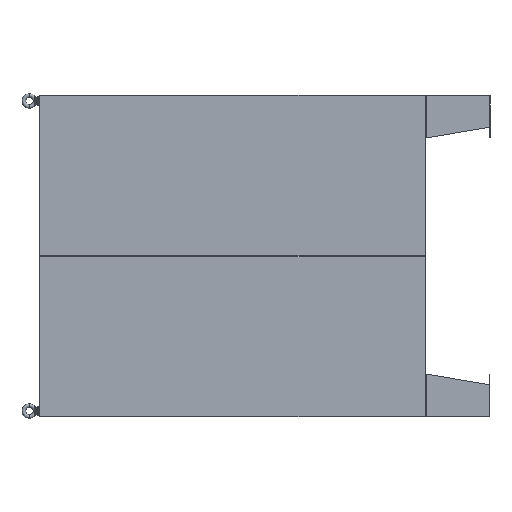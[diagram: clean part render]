
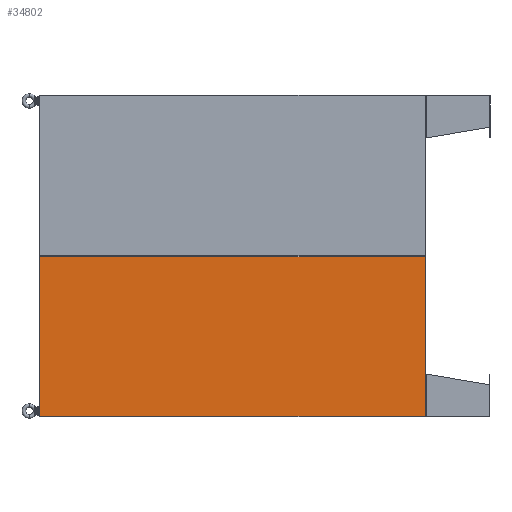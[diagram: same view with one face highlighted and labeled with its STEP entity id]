
A CAD part, left-side view. The second image highlights one B-rep face of the part: STEP entity #34802.
In plain terms, the highlighted face is planar.
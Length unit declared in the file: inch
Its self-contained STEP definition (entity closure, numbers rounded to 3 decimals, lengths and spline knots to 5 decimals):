
#4699 = CARTESIAN_POINT ( 'NONE',  ( -14.968, 0.095, -35.9675 ) ) ;
#8240 = VERTEX_POINT ( 'NONE', #150723 ) ;
#19735 = LINE ( 'NONE', #34017, #37905 ) ;
#23798 = CARTESIAN_POINT ( 'NONE',  ( 14.968, 0.095, -35.9675 ) ) ;
#26176 = EDGE_CURVE ( 'NONE', #210257, #8240, #53851, .T. ) ;
#34017 = CARTESIAN_POINT ( 'NONE',  ( 14.968, 0.095, -35.9675 ) ) ;
#34802 = ADVANCED_FACE ( 'NONE', ( #77938 ), #176346, .F. ) ;
#36186 = VECTOR ( 'NONE', #72707, 39.37008 ) ;
#37905 = VECTOR ( 'NONE', #134846, 39.37008 ) ;
#39025 = EDGE_LOOP ( 'NONE', ( #97410, #94735, #182029, #107985 ) ) ;
#50785 = EDGE_CURVE ( 'NONE', #197331, #210257, #201771, .T. ) ;
#53851 = LINE ( 'NONE', #61072, #194819 ) ;
#57287 = LINE ( 'NONE', #4699, #36186 ) ;
#61072 = CARTESIAN_POINT ( 'NONE',  ( -14.825, 0.095, -35.9675 ) ) ;
#63240 = CARTESIAN_POINT ( 'NONE',  ( 14.968, 0.095, 35.9675 ) ) ;
#72707 = DIRECTION ( 'NONE',  ( 1., 0., 0. ) ) ;
#77938 = FACE_OUTER_BOUND ( 'NONE', #39025, .T. ) ;
#91856 = EDGE_CURVE ( 'NONE', #8240, #126254, #57287, .T. ) ;
#94735 = ORIENTED_EDGE ( 'NONE', *, *, #50785, .F. ) ;
#95401 = DIRECTION ( 'NONE',  ( -1., 0., 0. ) ) ;
#97410 = ORIENTED_EDGE ( 'NONE', *, *, #26176, .F. ) ;
#107985 = ORIENTED_EDGE ( 'NONE', *, *, #91856, .F. ) ;
#110514 = VECTOR ( 'NONE', #95401, 39.37008 ) ;
#110688 = DIRECTION ( 'NONE',  ( 0., -1., 0. ) ) ;
#125264 = CARTESIAN_POINT ( 'NONE',  ( -14.968, 0.095, -35.9675 ) ) ;
#126254 = VERTEX_POINT ( 'NONE', #23798 ) ;
#127418 = DIRECTION ( 'NONE',  ( 0., 0., -1. ) ) ;
#127513 = DIRECTION ( 'NONE',  ( 0., 0., -1. ) ) ;
#134846 = DIRECTION ( 'NONE',  ( 0., 0., 1. ) ) ;
#148730 = CARTESIAN_POINT ( 'NONE',  ( -14.968, 0.095, 35.9675 ) ) ;
#150723 = CARTESIAN_POINT ( 'NONE',  ( -14.825, 0.095, -35.9675 ) ) ;
#176346 = PLANE ( 'NONE',  #205952 ) ;
#179864 = CARTESIAN_POINT ( 'NONE',  ( -14.825, 0.095, 35.9675 ) ) ;
#182029 = ORIENTED_EDGE ( 'NONE', *, *, #205354, .F. ) ;
#194819 = VECTOR ( 'NONE', #127513, 39.37008 ) ;
#197331 = VERTEX_POINT ( 'NONE', #63240 ) ;
#201771 = LINE ( 'NONE', #148730, #110514 ) ;
#205354 = EDGE_CURVE ( 'NONE', #126254, #197331, #19735, .T. ) ;
#205952 = AXIS2_PLACEMENT_3D ( 'NONE', #125264, #110688, #127418 ) ;
#210257 = VERTEX_POINT ( 'NONE', #179864 ) ;
